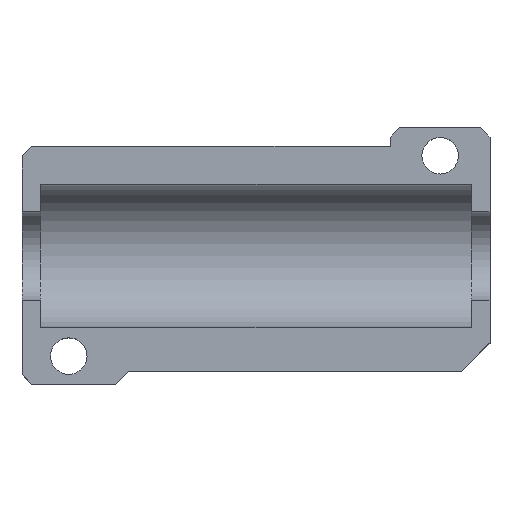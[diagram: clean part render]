
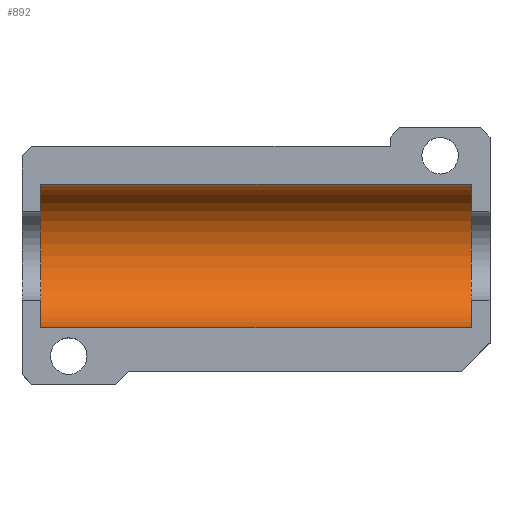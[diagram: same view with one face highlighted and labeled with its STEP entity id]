
A CAD part, top view. The second image highlights one B-rep face of the part: STEP entity #892.
In plain terms, the highlighted cylindrical face has radius 7.7 mm (diameter 15.4 mm), a partial arc.
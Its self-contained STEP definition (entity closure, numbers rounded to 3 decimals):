
#45 = EDGE_CURVE ( 'NONE', #804, #507, #96, .T. ) ;
#80 = EDGE_CURVE ( 'NONE', #804, #121, #1103, .T. ) ;
#95 = CARTESIAN_POINT ( 'NONE',  ( 48., 6.02, 9.45 ) ) ;
#96 = CIRCLE ( 'NONE', #320, 7.7 ) ;
#120 = CARTESIAN_POINT ( 'NONE',  ( 71.779, 6.02, 9.45 ) ) ;
#121 = VERTEX_POINT ( 'NONE', #239 ) ;
#147 = CYLINDRICAL_SURFACE ( 'NONE', #865, 7.7 ) ;
#151 = VECTOR ( 'NONE', #212, 1000. ) ;
#201 = DIRECTION ( 'NONE',  ( 0., 0., 1. ) ) ;
#212 = DIRECTION ( 'NONE',  ( -1., 0., 0. ) ) ;
#239 = CARTESIAN_POINT ( 'NONE',  ( 48., 21.38, 9.45 ) ) ;
#263 = VERTEX_POINT ( 'NONE', #95 ) ;
#285 = AXIS2_PLACEMENT_3D ( 'NONE', #741, #291, #201 ) ;
#291 = DIRECTION ( 'NONE',  ( 1., 0., 0. ) ) ;
#304 = CIRCLE ( 'NONE', #285, 7.7 ) ;
#320 = AXIS2_PLACEMENT_3D ( 'NONE', #1118, #422, #438 ) ;
#339 = DIRECTION ( 'NONE',  ( 1., 0., 0. ) ) ;
#390 = EDGE_LOOP ( 'NONE', ( #1095, #1072, #1001, #715 ) ) ;
#422 = DIRECTION ( 'NONE',  ( -1., 0., 0. ) ) ;
#438 = DIRECTION ( 'NONE',  ( 0., 0., 1. ) ) ;
#445 = VECTOR ( 'NONE', #339, 1000. ) ;
#507 = VERTEX_POINT ( 'NONE', #587 ) ;
#530 = CARTESIAN_POINT ( 'NONE',  ( 71.779, 21.38, 9.45 ) ) ;
#585 = DIRECTION ( 'NONE',  ( 0., 0., 1. ) ) ;
#587 = CARTESIAN_POINT ( 'NONE',  ( 2., 6.02, 9.45 ) ) ;
#654 = CARTESIAN_POINT ( 'NONE',  ( 2., 21.38, 9.45 ) ) ;
#678 = CARTESIAN_POINT ( 'NONE',  ( 71.779, 13.7, 10. ) ) ;
#715 = ORIENTED_EDGE ( 'NONE', *, *, #879, .T. ) ;
#741 = CARTESIAN_POINT ( 'NONE',  ( 48., 13.7, 10. ) ) ;
#804 = VERTEX_POINT ( 'NONE', #654 ) ;
#830 = EDGE_CURVE ( 'NONE', #263, #507, #889, .T. ) ;
#865 = AXIS2_PLACEMENT_3D ( 'NONE', #678, #1112, #585 ) ;
#879 = EDGE_CURVE ( 'NONE', #263, #121, #304, .T. ) ;
#889 = LINE ( 'NONE', #120, #151 ) ;
#892 = ADVANCED_FACE ( 'NONE', ( #1094 ), #147, .F. ) ;
#1001 = ORIENTED_EDGE ( 'NONE', *, *, #830, .F. ) ;
#1072 = ORIENTED_EDGE ( 'NONE', *, *, #45, .T. ) ;
#1094 = FACE_OUTER_BOUND ( 'NONE', #390, .T. ) ;
#1095 = ORIENTED_EDGE ( 'NONE', *, *, #80, .F. ) ;
#1103 = LINE ( 'NONE', #530, #445 ) ;
#1112 = DIRECTION ( 'NONE',  ( -1., 0., 0. ) ) ;
#1118 = CARTESIAN_POINT ( 'NONE',  ( 2., 13.7, 10. ) ) ;
